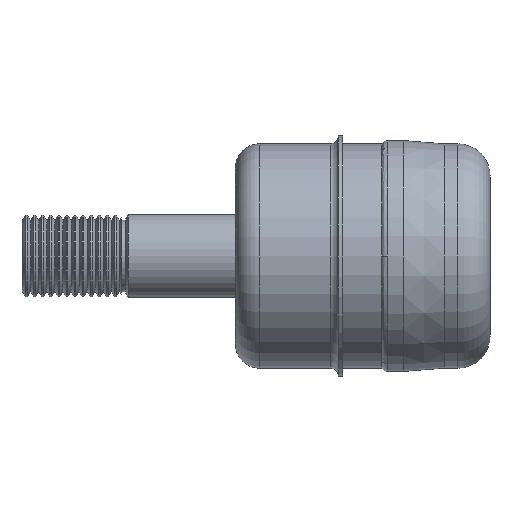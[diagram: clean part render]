
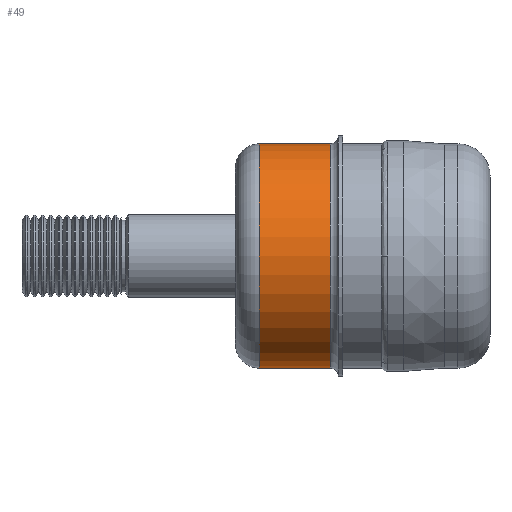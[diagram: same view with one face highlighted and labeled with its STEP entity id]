
A CAD part, left-side view. The second image highlights one B-rep face of the part: STEP entity #49.
In plain terms, the highlighted cylindrical face has radius 17.5 mm (diameter 35 mm), a partial arc.
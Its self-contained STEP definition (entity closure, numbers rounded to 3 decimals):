
#49 = ADVANCED_FACE ( 'NONE', ( #6481 ), #4436, .T. ) ;
#96 = CARTESIAN_POINT ( 'NONE',  ( 0., 1.893, 0. ) ) ;
#568 = DIRECTION ( 'NONE',  ( 0., -1., 0. ) ) ;
#782 = CARTESIAN_POINT ( 'NONE',  ( 0., 12.968, -17.5 ) ) ;
#823 = AXIS2_PLACEMENT_3D ( 'NONE', #1910, #2659, #1234 ) ;
#1053 = CARTESIAN_POINT ( 'NONE',  ( 0., 10.645, -17.5 ) ) ;
#1054 = VERTEX_POINT ( 'NONE', #782 ) ;
#1234 = DIRECTION ( 'NONE',  ( 0., 0., -1. ) ) ;
#1674 = LINE ( 'NONE', #1053, #4103 ) ;
#1910 = CARTESIAN_POINT ( 'NONE',  ( 0., 10.645, 0. ) ) ;
#2043 = CARTESIAN_POINT ( 'NONE',  ( 0., 12.968, 17.5 ) ) ;
#2415 = CARTESIAN_POINT ( 'NONE',  ( 0., 1.893, 17.5 ) ) ;
#2627 = DIRECTION ( 'NONE',  ( 0., 0., -1. ) ) ;
#2659 = DIRECTION ( 'NONE',  ( 0., -1., 0. ) ) ;
#3062 = CIRCLE ( 'NONE', #4124, 17.5 ) ;
#3180 = VERTEX_POINT ( 'NONE', #2415 ) ;
#3198 = ORIENTED_EDGE ( 'NONE', *, *, #6646, .T. ) ;
#3602 = DIRECTION ( 'NONE',  ( 0., -1., 0. ) ) ;
#4103 = VECTOR ( 'NONE', #3602, 1000. ) ;
#4124 = AXIS2_PLACEMENT_3D ( 'NONE', #7018, #5637, #6425 ) ;
#4436 = CYLINDRICAL_SURFACE ( 'NONE', #823, 17.5 ) ;
#4869 = EDGE_LOOP ( 'NONE', ( #7245, #6861, #3198, #5141 ) ) ;
#4899 = AXIS2_PLACEMENT_3D ( 'NONE', #96, #5699, #2627 ) ;
#5141 = ORIENTED_EDGE ( 'NONE', *, *, #5618, .F. ) ;
#5518 = EDGE_CURVE ( 'NONE', #6324, #3180, #5741, .T. ) ;
#5618 = EDGE_CURVE ( 'NONE', #3180, #6737, #7452, .T. ) ;
#5637 = DIRECTION ( 'NONE',  ( 0., -1., 0. ) ) ;
#5699 = DIRECTION ( 'NONE',  ( 0., -1., 0. ) ) ;
#5741 = LINE ( 'NONE', #7088, #7988 ) ;
#6324 = VERTEX_POINT ( 'NONE', #2043 ) ;
#6425 = DIRECTION ( 'NONE',  ( 0., 0., -1. ) ) ;
#6481 = FACE_OUTER_BOUND ( 'NONE', #4869, .T. ) ;
#6492 = CARTESIAN_POINT ( 'NONE',  ( 0., 1.893, -17.5 ) ) ;
#6646 = EDGE_CURVE ( 'NONE', #1054, #6737, #1674, .T. ) ;
#6737 = VERTEX_POINT ( 'NONE', #6492 ) ;
#6861 = ORIENTED_EDGE ( 'NONE', *, *, #8141, .T. ) ;
#7018 = CARTESIAN_POINT ( 'NONE',  ( 0., 12.968, 0. ) ) ;
#7088 = CARTESIAN_POINT ( 'NONE',  ( 0., 10.645, 17.5 ) ) ;
#7245 = ORIENTED_EDGE ( 'NONE', *, *, #5518, .F. ) ;
#7452 = CIRCLE ( 'NONE', #4899, 17.5 ) ;
#7988 = VECTOR ( 'NONE', #568, 1000. ) ;
#8141 = EDGE_CURVE ( 'NONE', #6324, #1054, #3062, .T. ) ;
